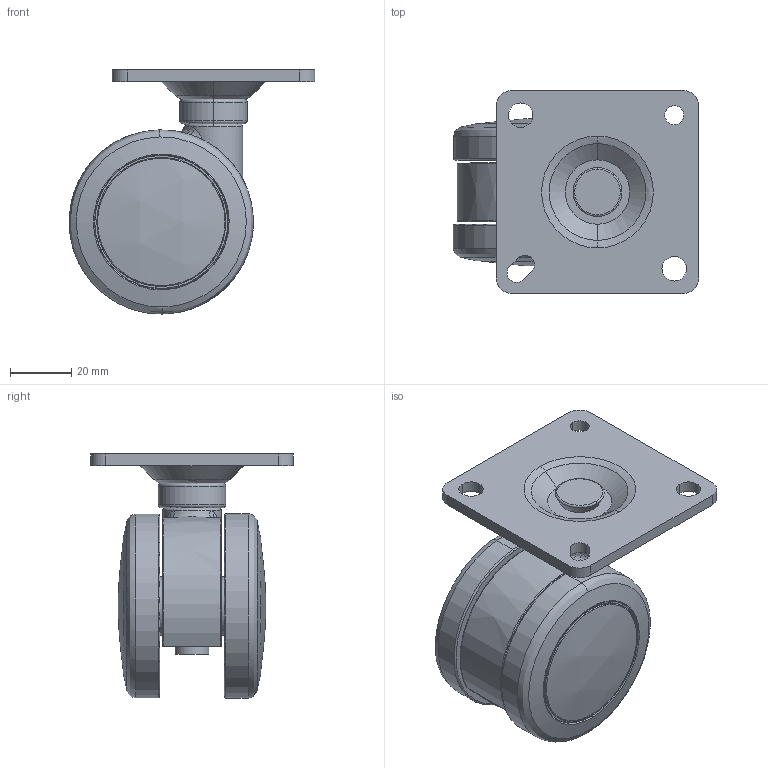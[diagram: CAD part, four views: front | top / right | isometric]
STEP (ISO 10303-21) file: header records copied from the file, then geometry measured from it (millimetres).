
FILE_DESCRIPTION( (''), '2;1');
FILE_NAME ('PC003.16728.TCA_A60BF50X50_3094.stp','2022-11-04T14:51:52',(''),(''),'spGate 18.9.1 (****-****-****-****)','','');
FILE_SCHEMA (('AUTOMOTIVE_DESIGN'));
Length unit declared in the file: millimetre
Products named in the file (4): Assembly; A60 ____; TY75 ___t__; A60 _{__
Assembly tree (4 placements, depth 2):
  Assembly
    A60 ____  x2
    TY75 ___t__
    A60 _{__
Bounding box: 80 x 66 x 79.5 mm (x, y, z)
Volume: 112314.4 mm3; surface area: 46373.8 mm2
Topology: 4 solids, 4 shells, 203 faces, 449 edges, 258 vertices
Faces by surface type: bspline 100, cylinder 62, plane 33, sphere 8
Entity records: 11090 total; most frequent: CARTESIAN_POINT 4930, ORIENTED_EDGE 696, DIRECTION 606, COLOUR_RGB 513, PRESENTATION_STYLE_ASSIGNMENT 513, STYLED_ITEM 513, EDGE_CURVE 348, DRAUGHTING_PRE_DEFINED_CURVE_FONT 348
